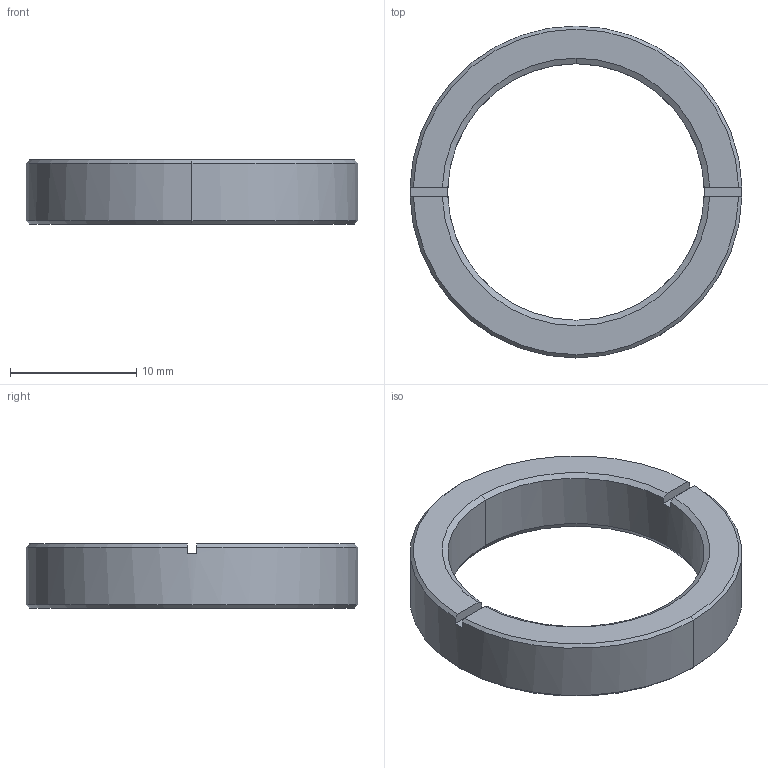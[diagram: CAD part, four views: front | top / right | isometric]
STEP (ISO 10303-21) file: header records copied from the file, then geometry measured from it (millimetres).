
FILE_DESCRIPTION (( 'STEP AP214' ), '1' );
FILE_NAME ('0165-E0W.STEP', '2015-10-22T14:56:01', ( 'admin' ), ( '' ), 'SwSTEP 2.0', 'SolidWorks 2014', '' );
FILE_SCHEMA (( 'AUTOMOTIVE_DESIGN' ));
Length unit declared in the file: millimetre
Products named in the file (1): 0165-E0W
Bounding box: 26.29 x 26.29 x 5.08 mm (x, y, z)
Volume: 1094.2 mm3; surface area: 1139.6 mm2
Topology: 1 solids, 1 shells, 23 faces, 60 edges, 38 vertices
Faces by surface type: cone 10, plane 9, cylinder 4
Entity records: 1011 total; most frequent: CARTESIAN_POINT 146, DIRECTION 126, ORIENTED_EDGE 120, EDGE_CURVE 60, AXIS2_PLACEMENT_3D 50, VERTEX_POINT 38, VECTOR 26, UNCERTAINTY_MEASURE_WITH_UNIT 26
